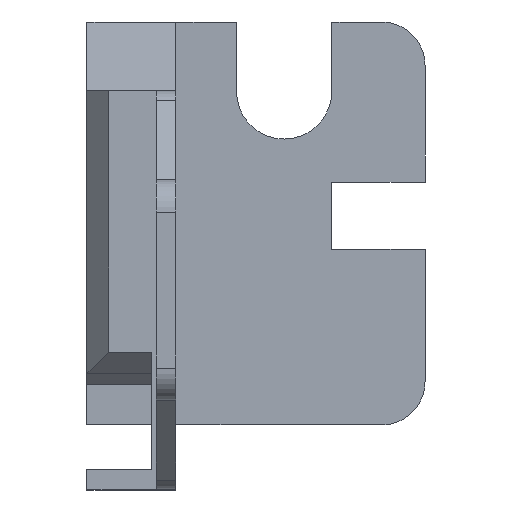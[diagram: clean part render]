
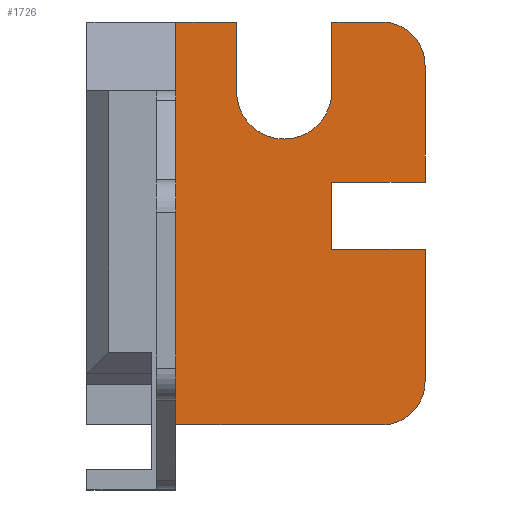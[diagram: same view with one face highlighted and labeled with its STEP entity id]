
A CAD part, front view. The second image highlights one B-rep face of the part: STEP entity #1726.
In plain terms, the highlighted planar face has unit normal (0, -1, 0).
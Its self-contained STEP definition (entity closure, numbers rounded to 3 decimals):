
#93=CIRCLE('',#1854,2.);
#96=CIRCLE('',#1860,2.);
#97=CIRCLE('',#1862,2.2);
#137=FACE_OUTER_BOUND('',#239,.T.);
#239=EDGE_LOOP('',(#1409,#1410,#1411,#1412,#1413,#1414,#1415,#1416,#1417,
#1418,#1419,#1420,#1421,#1422));
#398=LINE('',#2655,#604);
#430=LINE('',#2757,#636);
#442=LINE('',#2787,#648);
#443=LINE('',#2789,#649);
#444=LINE('',#2791,#650);
#445=LINE('',#2792,#651);
#446=LINE('',#2794,#652);
#447=LINE('',#2796,#653);
#448=LINE('',#2800,#654);
#449=LINE('',#2801,#655);
#450=LINE('',#2802,#656);
#604=VECTOR('',#2131,10.);
#636=VECTOR('',#2213,10.);
#648=VECTOR('',#2237,10.);
#649=VECTOR('',#2238,10.);
#650=VECTOR('',#2239,10.);
#651=VECTOR('',#2240,10.);
#652=VECTOR('',#2241,10.);
#653=VECTOR('',#2242,10.);
#654=VECTOR('',#2245,10.);
#655=VECTOR('',#2246,10.);
#656=VECTOR('',#2247,10.);
#801=VERTEX_POINT('',#2652);
#802=VERTEX_POINT('',#2654);
#844=VERTEX_POINT('',#2747);
#845=VERTEX_POINT('',#2749);
#847=VERTEX_POINT('',#2755);
#857=VERTEX_POINT('',#2780);
#858=VERTEX_POINT('',#2781);
#859=VERTEX_POINT('',#2786);
#860=VERTEX_POINT('',#2788);
#861=VERTEX_POINT('',#2790);
#862=VERTEX_POINT('',#2793);
#863=VERTEX_POINT('',#2795);
#864=VERTEX_POINT('',#2797);
#865=VERTEX_POINT('',#2799);
#998=EDGE_CURVE('',#801,#802,#398,.T.);
#1046=EDGE_CURVE('',#844,#845,#93,.T.);
#1050=EDGE_CURVE('',#847,#844,#430,.T.);
#1062=EDGE_CURVE('',#857,#858,#96,.T.);
#1065=EDGE_CURVE('',#847,#859,#442,.T.);
#1066=EDGE_CURVE('',#859,#860,#443,.T.);
#1067=EDGE_CURVE('',#860,#861,#444,.T.);
#1068=EDGE_CURVE('',#858,#861,#445,.T.);
#1069=EDGE_CURVE('',#862,#857,#446,.T.);
#1070=EDGE_CURVE('',#862,#863,#447,.T.);
#1071=EDGE_CURVE('',#863,#864,#97,.T.);
#1072=EDGE_CURVE('',#864,#865,#448,.T.);
#1073=EDGE_CURVE('',#802,#865,#449,.T.);
#1074=EDGE_CURVE('',#801,#845,#450,.T.);
#1409=ORIENTED_EDGE('',*,*,#1046,.F.);
#1410=ORIENTED_EDGE('',*,*,#1050,.F.);
#1411=ORIENTED_EDGE('',*,*,#1065,.T.);
#1412=ORIENTED_EDGE('',*,*,#1066,.T.);
#1413=ORIENTED_EDGE('',*,*,#1067,.T.);
#1414=ORIENTED_EDGE('',*,*,#1068,.F.);
#1415=ORIENTED_EDGE('',*,*,#1062,.F.);
#1416=ORIENTED_EDGE('',*,*,#1069,.F.);
#1417=ORIENTED_EDGE('',*,*,#1070,.T.);
#1418=ORIENTED_EDGE('',*,*,#1071,.T.);
#1419=ORIENTED_EDGE('',*,*,#1072,.T.);
#1420=ORIENTED_EDGE('',*,*,#1073,.F.);
#1421=ORIENTED_EDGE('',*,*,#998,.F.);
#1422=ORIENTED_EDGE('',*,*,#1074,.T.);
#1655=PLANE('',#1861);
#1726=ADVANCED_FACE('',(#137),#1655,.T.);
#1854=AXIS2_PLACEMENT_3D('',#2750,#2206,#2207);
#1860=AXIS2_PLACEMENT_3D('',#2782,#2231,#2232);
#1861=AXIS2_PLACEMENT_3D('',#2785,#2235,#2236);
#1862=AXIS2_PLACEMENT_3D('',#2798,#2243,#2244);
#2131=DIRECTION('',(0.,0.,1.));
#2206=DIRECTION('center_axis',(0.,1.,0.));
#2207=DIRECTION('ref_axis',(0.707,0.,-0.707));
#2213=DIRECTION('',(0.,0.,-1.));
#2231=DIRECTION('center_axis',(0.,1.,0.));
#2232=DIRECTION('ref_axis',(0.707,0.,0.707));
#2235=DIRECTION('center_axis',(0.,-1.,0.));
#2236=DIRECTION('ref_axis',(0.,0.,-1.));
#2237=DIRECTION('',(-1.,0.,0.));
#2238=DIRECTION('',(0.,0.,1.));
#2239=DIRECTION('',(1.,0.,0.));
#2240=DIRECTION('',(0.,0.,-1.));
#2241=DIRECTION('',(1.,0.,0.));
#2242=DIRECTION('',(0.,0.,-1.));
#2243=DIRECTION('center_axis',(0.,1.,0.));
#2244=DIRECTION('ref_axis',(-1.,0.,0.));
#2245=DIRECTION('',(0.,0.,1.));
#2246=DIRECTION('',(1.,0.,0.));
#2247=DIRECTION('',(1.,0.,0.));
#2652=CARTESIAN_POINT('',(108.533,92.51,0.14));
#2654=CARTESIAN_POINT('',(108.533,92.51,18.73));
#2655=CARTESIAN_POINT('',(108.533,92.51,13.333));
#2747=CARTESIAN_POINT('',(120.033,92.51,2.14));
#2749=CARTESIAN_POINT('',(118.033,92.51,0.14));
#2750=CARTESIAN_POINT('Origin',(118.033,92.51,2.14));
#2755=CARTESIAN_POINT('',(120.033,92.51,8.24));
#2757=CARTESIAN_POINT('',(120.033,92.51,18.73));
#2780=CARTESIAN_POINT('',(118.033,92.51,18.73));
#2781=CARTESIAN_POINT('',(120.033,92.51,16.73));
#2782=CARTESIAN_POINT('Origin',(118.033,92.51,16.73));
#2785=CARTESIAN_POINT('Origin',(107.433,92.51,18.73));
#2786=CARTESIAN_POINT('',(115.733,92.51,8.24));
#2787=CARTESIAN_POINT('',(111.583,92.51,8.24));
#2788=CARTESIAN_POINT('',(115.733,92.51,11.34));
#2789=CARTESIAN_POINT('',(115.733,92.51,15.035));
#2790=CARTESIAN_POINT('',(120.033,92.51,11.34));
#2791=CARTESIAN_POINT('',(113.733,92.51,11.34));
#2792=CARTESIAN_POINT('',(120.033,92.51,18.73));
#2793=CARTESIAN_POINT('',(115.733,92.51,18.73));
#2794=CARTESIAN_POINT('',(107.433,92.51,18.73));
#2795=CARTESIAN_POINT('',(115.733,92.51,15.53));
#2796=CARTESIAN_POINT('',(115.733,92.51,17.13));
#2797=CARTESIAN_POINT('',(111.333,92.51,15.53));
#2798=CARTESIAN_POINT('Origin',(113.533,92.51,15.53));
#2799=CARTESIAN_POINT('',(111.333,92.51,18.73));
#2800=CARTESIAN_POINT('',(111.333,92.51,18.73));
#2801=CARTESIAN_POINT('',(107.433,92.51,18.73));
#2802=CARTESIAN_POINT('',(107.433,92.51,0.14));
